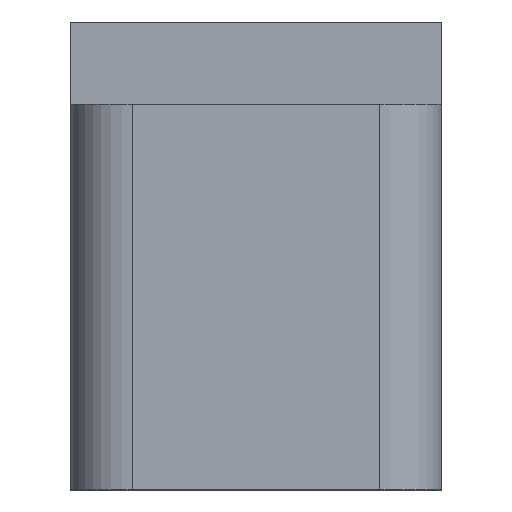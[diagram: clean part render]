
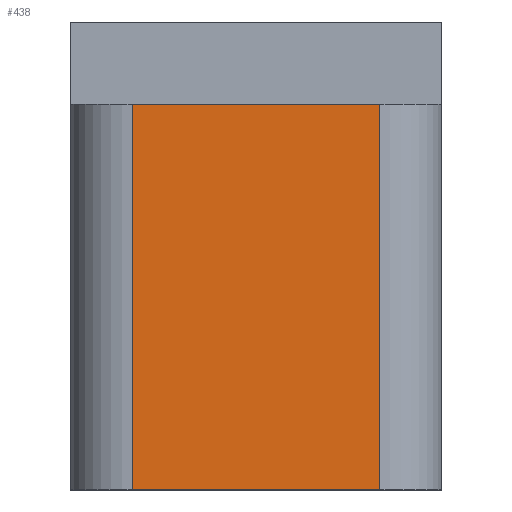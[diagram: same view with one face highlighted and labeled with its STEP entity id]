
A CAD part, top view. The second image highlights one B-rep face of the part: STEP entity #438.
In plain terms, the highlighted planar face has unit normal (0, 0, 1).
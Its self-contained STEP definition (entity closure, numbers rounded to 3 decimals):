
#438=ADVANCED_FACE('',(#667),#575,.F.);
#575=PLANE('',#2531);
#667=FACE_OUTER_BOUND('',#815,.T.);
#815=EDGE_LOOP('',(#1107,#1108,#1109,#1110));
#1107=ORIENTED_EDGE('',*,*,#1953,.F.);
#1108=ORIENTED_EDGE('',*,*,#1968,.T.);
#1109=ORIENTED_EDGE('',*,*,#1965,.T.);
#1110=ORIENTED_EDGE('',*,*,#1969,.T.);
#1721=VERTEX_POINT('',#3630);
#1722=VERTEX_POINT('',#3632);
#1726=VERTEX_POINT('',#3653);
#1727=VERTEX_POINT('',#3654);
#1953=EDGE_CURVE('',#1721,#1722,#2213,.T.);
#1965=EDGE_CURVE('',#1726,#1727,#2221,.T.);
#1968=EDGE_CURVE('',#1721,#1726,#2222,.T.);
#1969=EDGE_CURVE('',#1727,#1722,#2223,.T.);
#2213=LINE('',#3631,#2357);
#2221=LINE('',#3652,#2365);
#2222=LINE('',#3658,#2366);
#2223=LINE('',#3659,#2367);
#2357=VECTOR('',#2702,1.);
#2365=VECTOR('',#2728,1.);
#2366=VECTOR('',#2735,1.);
#2367=VECTOR('',#2736,1.);
#2531=AXIS2_PLACEMENT_3D('',#3660,#2737,#2738);
#2702=DIRECTION('',(-1.,0.,0.));
#2728=DIRECTION('',(-1.,0.,0.));
#2735=DIRECTION('',(0.,1.,0.));
#2736=DIRECTION('',(0.,-1.,0.));
#2737=DIRECTION('',(0.,0.,-1.));
#2738=DIRECTION('',(0.,1.,0.));
#3630=CARTESIAN_POINT('',(6.,-18.7,0.));
#3631=CARTESIAN_POINT('',(9.,-18.7,0.));
#3632=CARTESIAN_POINT('',(-6.,-18.7,0.));
#3652=CARTESIAN_POINT('',(9.,0.,0.));
#3653=CARTESIAN_POINT('',(6.,0.,0.));
#3654=CARTESIAN_POINT('',(-6.,0.,0.));
#3658=CARTESIAN_POINT('',(6.,0.,0.));
#3659=CARTESIAN_POINT('',(-6.,0.,0.));
#3660=CARTESIAN_POINT('',(9.,0.,0.));
